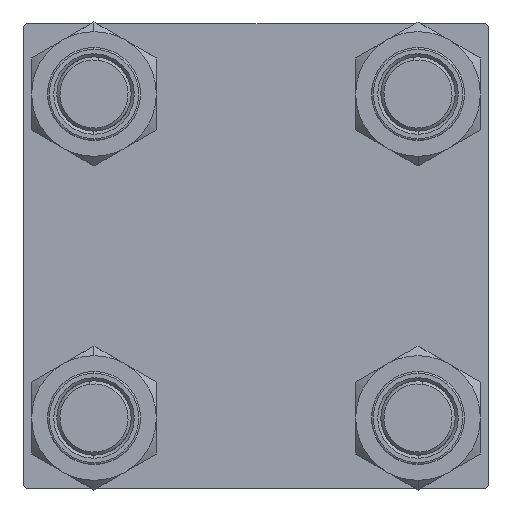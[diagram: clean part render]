
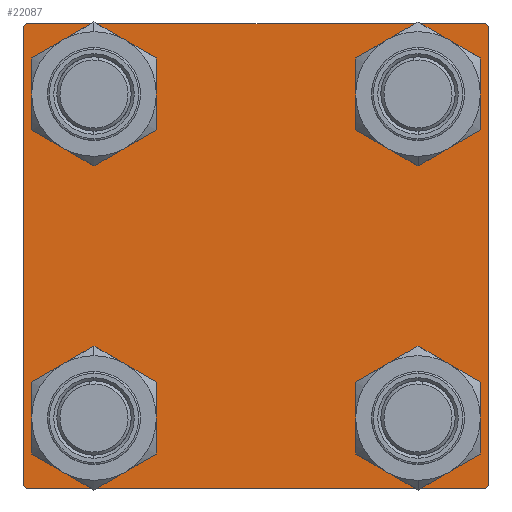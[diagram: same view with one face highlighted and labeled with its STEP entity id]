
A CAD part, left-side view. The second image highlights one B-rep face of the part: STEP entity #22087.
In plain terms, the highlighted planar face has unit normal (-1, 0, 0).
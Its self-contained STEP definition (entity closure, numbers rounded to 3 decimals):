
#460 = EDGE_LOOP ( 'NONE', ( #22649, #42765, #15835, #20009, #25214, #34120, #36378, #35474 ) ) ;
#1186 = VECTOR ( 'NONE', #30922, 1000. ) ;
#1452 = DIRECTION ( 'NONE',  ( 0., 0., -1. ) ) ;
#1714 = CARTESIAN_POINT ( 'NONE',  ( 0., 26.15, 26.15 ) ) ;
#2287 = AXIS2_PLACEMENT_3D ( 'NONE', #22284, #37742, #30144 ) ;
#2725 = ORIENTED_EDGE ( 'NONE', *, *, #18654, .T. ) ;
#3053 = CARTESIAN_POINT ( 'NONE',  ( 0., -26.15, -19.65 ) ) ;
#3079 = VERTEX_POINT ( 'NONE', #25090 ) ;
#3106 = CARTESIAN_POINT ( 'NONE',  ( 0., -26.15, -32.65 ) ) ;
#3467 = VERTEX_POINT ( 'NONE', #3053 ) ;
#3603 = FACE_OUTER_BOUND ( 'NONE', #460, .T. ) ;
#3761 = CARTESIAN_POINT ( 'NONE',  ( 0., -26.15, 26.15 ) ) ;
#3820 = CIRCLE ( 'NONE', #32213, 6.5 ) ;
#4221 = CARTESIAN_POINT ( 'NONE',  ( 0., 37., -37.5 ) ) ;
#4421 = EDGE_CURVE ( 'NONE', #3079, #24480, #25366, .T. ) ;
#4801 = EDGE_CURVE ( 'NONE', #3079, #6658, #32910, .T. ) ;
#5401 = VERTEX_POINT ( 'NONE', #35734 ) ;
#5897 = LINE ( 'NONE', #32066, #15181 ) ;
#5904 = EDGE_CURVE ( 'NONE', #23170, #7487, #35588, .T. ) ;
#6044 = VECTOR ( 'NONE', #1452, 1000. ) ;
#6541 = EDGE_CURVE ( 'NONE', #13072, #8849, #17323, .T. ) ;
#6637 = AXIS2_PLACEMENT_3D ( 'NONE', #39302, #23336, #39055 ) ;
#6658 = VERTEX_POINT ( 'NONE', #30984 ) ;
#6877 = ORIENTED_EDGE ( 'NONE', *, *, #26400, .T. ) ;
#7487 = VERTEX_POINT ( 'NONE', #22145 ) ;
#7601 = CARTESIAN_POINT ( 'NONE',  ( 0., 26.15, 32.65 ) ) ;
#8403 = ORIENTED_EDGE ( 'NONE', *, *, #45454, .T. ) ;
#8783 = VERTEX_POINT ( 'NONE', #9490 ) ;
#8849 = VERTEX_POINT ( 'NONE', #38380 ) ;
#9490 = CARTESIAN_POINT ( 'NONE',  ( 0., -26.15, 32.65 ) ) ;
#9771 = CIRCLE ( 'NONE', #42189, 6.5 ) ;
#10349 = AXIS2_PLACEMENT_3D ( 'NONE', #40557, #38193, #29840 ) ;
#10472 = VERTEX_POINT ( 'NONE', #41078 ) ;
#10554 = AXIS2_PLACEMENT_3D ( 'NONE', #34479, #23819, #31677 ) ;
#10635 = CARTESIAN_POINT ( 'NONE',  ( 0., 37., 37.5 ) ) ;
#10733 = CARTESIAN_POINT ( 'NONE',  ( 0., -26.15, 19.65 ) ) ;
#11482 = DIRECTION ( 'NONE',  ( -1., 0., 0. ) ) ;
#11900 = CARTESIAN_POINT ( 'NONE',  ( 0., 26.15, 19.65 ) ) ;
#11965 = DIRECTION ( 'NONE',  ( 0., -1., 0. ) ) ;
#12189 = CIRCLE ( 'NONE', #10554, 6.5 ) ;
#13072 = VERTEX_POINT ( 'NONE', #10635 ) ;
#13109 = EDGE_CURVE ( 'NONE', #31573, #8783, #46030, .T. ) ;
#13581 = DIRECTION ( 'NONE',  ( 0., 0., 1. ) ) ;
#13841 = EDGE_LOOP ( 'NONE', ( #2725, #6877 ) ) ;
#14126 = CARTESIAN_POINT ( 'NONE',  ( 0., -37.5, 37.5 ) ) ;
#14341 = EDGE_CURVE ( 'NONE', #8783, #31573, #42839, .T. ) ;
#15181 = VECTOR ( 'NONE', #48046, 1000. ) ;
#15561 = CIRCLE ( 'NONE', #6637, 6.5 ) ;
#15835 = ORIENTED_EDGE ( 'NONE', *, *, #5904, .T. ) ;
#15861 = DIRECTION ( 'NONE',  ( 1., 0., 0. ) ) ;
#17217 = DIRECTION ( 'NONE',  ( 1., 0., 0. ) ) ;
#17251 = CARTESIAN_POINT ( 'NONE',  ( 0., -37., 37.5 ) ) ;
#17323 = LINE ( 'NONE', #32791, #46617 ) ;
#17459 = ORIENTED_EDGE ( 'NONE', *, *, #14341, .T. ) ;
#17850 = AXIS2_PLACEMENT_3D ( 'NONE', #46253, #11482, #20134 ) ;
#17901 = CARTESIAN_POINT ( 'NONE',  ( 0., -26.15, -26.15 ) ) ;
#18614 = ORIENTED_EDGE ( 'NONE', *, *, #13109, .T. ) ;
#18654 = EDGE_CURVE ( 'NONE', #48755, #27383, #12189, .T. ) ;
#19131 = PLANE ( 'NONE',  #17850 ) ;
#19244 = EDGE_CURVE ( 'NONE', #34805, #3467, #9771, .T. ) ;
#19299 = CIRCLE ( 'NONE', #10349, 6.5 ) ;
#19686 = CARTESIAN_POINT ( 'NONE',  ( 0., 26.15, -26.15 ) ) ;
#19862 = EDGE_LOOP ( 'NONE', ( #8403, #26716 ) ) ;
#20009 = ORIENTED_EDGE ( 'NONE', *, *, #22434, .T. ) ;
#20118 = CARTESIAN_POINT ( 'NONE',  ( 0., 37.5, 37.5 ) ) ;
#20134 = DIRECTION ( 'NONE',  ( 0., 0., 1. ) ) ;
#20136 = CARTESIAN_POINT ( 'NONE',  ( 0., 37.5, -37.5 ) ) ;
#20211 = EDGE_CURVE ( 'NONE', #13072, #24480, #39123, .T. ) ;
#21266 = AXIS2_PLACEMENT_3D ( 'NONE', #1714, #17217, #48411 ) ;
#21664 = ORIENTED_EDGE ( 'NONE', *, *, #41560, .T. ) ;
#21742 = AXIS2_PLACEMENT_3D ( 'NONE', #3761, #23322, #46651 ) ;
#22087 = ADVANCED_FACE ( 'NONE', ( #46743, #45999, #30784, #38384, #3603 ), #19131, .T. ) ;
#22145 = CARTESIAN_POINT ( 'NONE',  ( 0., -37., -37.5 ) ) ;
#22284 = CARTESIAN_POINT ( 'NONE',  ( 0., -26.15, 26.15 ) ) ;
#22434 = EDGE_CURVE ( 'NONE', #7487, #6658, #46379, .T. ) ;
#22649 = ORIENTED_EDGE ( 'NONE', *, *, #22993, .T. ) ;
#22993 = EDGE_CURVE ( 'NONE', #8849, #10472, #27095, .T. ) ;
#23170 = VERTEX_POINT ( 'NONE', #4221 ) ;
#23322 = DIRECTION ( 'NONE',  ( 1., 0., 0. ) ) ;
#23336 = DIRECTION ( 'NONE',  ( 1., 0., 0. ) ) ;
#23532 = VECTOR ( 'NONE', #23797, 1000. ) ;
#23580 = EDGE_LOOP ( 'NONE', ( #21664, #36866 ) ) ;
#23797 = DIRECTION ( 'NONE',  ( 0., -0.707, 0.707 ) ) ;
#23819 = DIRECTION ( 'NONE',  ( 1., 0., 0. ) ) ;
#24480 = VERTEX_POINT ( 'NONE', #17251 ) ;
#24735 = VECTOR ( 'NONE', #28497, 1000. ) ;
#25090 = CARTESIAN_POINT ( 'NONE',  ( 0., -37.5, 37. ) ) ;
#25214 = ORIENTED_EDGE ( 'NONE', *, *, #4801, .F. ) ;
#25366 = LINE ( 'NONE', #40832, #1186 ) ;
#26400 = EDGE_CURVE ( 'NONE', #27383, #48755, #45554, .T. ) ;
#26716 = ORIENTED_EDGE ( 'NONE', *, *, #19244, .T. ) ;
#27095 = LINE ( 'NONE', #29911, #42146 ) ;
#27105 = CARTESIAN_POINT ( 'NONE',  ( 0., -37.25, -37.25 ) ) ;
#27383 = VERTEX_POINT ( 'NONE', #11900 ) ;
#27417 = EDGE_CURVE ( 'NONE', #45617, #5401, #15561, .T. ) ;
#28497 = DIRECTION ( 'NONE',  ( 0., -1., 0. ) ) ;
#29840 = DIRECTION ( 'NONE',  ( 0., 0., 1. ) ) ;
#29911 = CARTESIAN_POINT ( 'NONE',  ( 0., 37.5, 37.5 ) ) ;
#30144 = DIRECTION ( 'NONE',  ( 0., 0., 1. ) ) ;
#30410 = DIRECTION ( 'NONE',  ( 0., 0., -1. ) ) ;
#30784 = FACE_BOUND ( 'NONE', #23580, .T. ) ;
#30893 = VECTOR ( 'NONE', #11965, 1000. ) ;
#30922 = DIRECTION ( 'NONE',  ( 0., 0.707, 0.707 ) ) ;
#30984 = CARTESIAN_POINT ( 'NONE',  ( 0., -37.5, -37. ) ) ;
#31338 = DIRECTION ( 'NONE',  ( 0., 0., 1. ) ) ;
#31573 = VERTEX_POINT ( 'NONE', #10733 ) ;
#31677 = DIRECTION ( 'NONE',  ( 0., 0., 1. ) ) ;
#32066 = CARTESIAN_POINT ( 'NONE',  ( 0., 37.25, -37.25 ) ) ;
#32213 = AXIS2_PLACEMENT_3D ( 'NONE', #19686, #15861, #31338 ) ;
#32791 = CARTESIAN_POINT ( 'NONE',  ( 0., 37.25, 37.25 ) ) ;
#32872 = DIRECTION ( 'NONE',  ( 1., 0., 0. ) ) ;
#32910 = LINE ( 'NONE', #14126, #6044 ) ;
#33064 = CARTESIAN_POINT ( 'NONE',  ( 0., 26.15, -32.65 ) ) ;
#34120 = ORIENTED_EDGE ( 'NONE', *, *, #4421, .T. ) ;
#34479 = CARTESIAN_POINT ( 'NONE',  ( 0., 26.15, 26.15 ) ) ;
#34805 = VERTEX_POINT ( 'NONE', #3106 ) ;
#35474 = ORIENTED_EDGE ( 'NONE', *, *, #6541, .T. ) ;
#35588 = LINE ( 'NONE', #20136, #24735 ) ;
#35734 = CARTESIAN_POINT ( 'NONE',  ( 0., 26.15, -19.65 ) ) ;
#36378 = ORIENTED_EDGE ( 'NONE', *, *, #20211, .F. ) ;
#36866 = ORIENTED_EDGE ( 'NONE', *, *, #27417, .T. ) ;
#37742 = DIRECTION ( 'NONE',  ( 1., 0., 0. ) ) ;
#38193 = DIRECTION ( 'NONE',  ( 1., 0., 0. ) ) ;
#38380 = CARTESIAN_POINT ( 'NONE',  ( 0., 37.5, 37. ) ) ;
#38384 = FACE_BOUND ( 'NONE', #13841, .T. ) ;
#39055 = DIRECTION ( 'NONE',  ( 0., 0., 1. ) ) ;
#39123 = LINE ( 'NONE', #20118, #30893 ) ;
#39302 = CARTESIAN_POINT ( 'NONE',  ( 0., 26.15, -26.15 ) ) ;
#40557 = CARTESIAN_POINT ( 'NONE',  ( 0., -26.15, -26.15 ) ) ;
#40832 = CARTESIAN_POINT ( 'NONE',  ( 0., -37.25, 37.25 ) ) ;
#41078 = CARTESIAN_POINT ( 'NONE',  ( 0., 37.5, -37. ) ) ;
#41560 = EDGE_CURVE ( 'NONE', #5401, #45617, #3820, .T. ) ;
#42146 = VECTOR ( 'NONE', #30410, 1000. ) ;
#42189 = AXIS2_PLACEMENT_3D ( 'NONE', #17901, #32872, #13581 ) ;
#42386 = EDGE_LOOP ( 'NONE', ( #17459, #18614 ) ) ;
#42765 = ORIENTED_EDGE ( 'NONE', *, *, #44822, .T. ) ;
#42839 = CIRCLE ( 'NONE', #2287, 6.5 ) ;
#44822 = EDGE_CURVE ( 'NONE', #10472, #23170, #5897, .T. ) ;
#45454 = EDGE_CURVE ( 'NONE', #3467, #34805, #19299, .T. ) ;
#45554 = CIRCLE ( 'NONE', #21266, 6.5 ) ;
#45617 = VERTEX_POINT ( 'NONE', #33064 ) ;
#45999 = FACE_BOUND ( 'NONE', #19862, .T. ) ;
#46030 = CIRCLE ( 'NONE', #21742, 6.5 ) ;
#46253 = CARTESIAN_POINT ( 'NONE',  ( 0., 0., 0. ) ) ;
#46379 = LINE ( 'NONE', #27105, #23532 ) ;
#46617 = VECTOR ( 'NONE', #48271, 1000. ) ;
#46651 = DIRECTION ( 'NONE',  ( 0., 0., 1. ) ) ;
#46743 = FACE_BOUND ( 'NONE', #42386, .T. ) ;
#48046 = DIRECTION ( 'NONE',  ( 0., -0.707, -0.707 ) ) ;
#48271 = DIRECTION ( 'NONE',  ( 0., 0.707, -0.707 ) ) ;
#48411 = DIRECTION ( 'NONE',  ( 0., 0., 1. ) ) ;
#48755 = VERTEX_POINT ( 'NONE', #7601 ) ;
